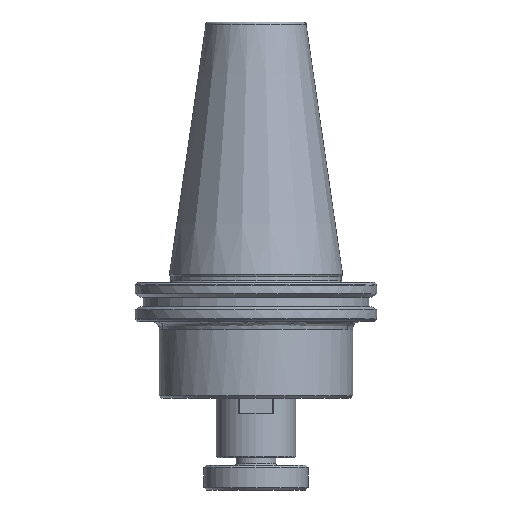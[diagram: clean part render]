
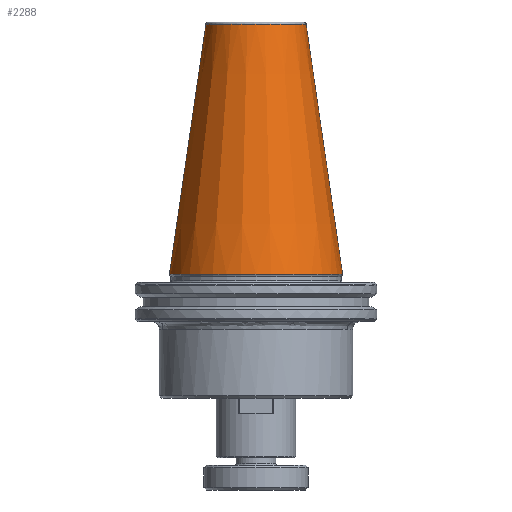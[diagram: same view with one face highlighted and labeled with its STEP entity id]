
A CAD part, front view. The second image highlights one B-rep face of the part: STEP entity #2288.
In plain terms, the highlighted conical face has half-angle 8.297 degrees and reference radius 34.925 mm.
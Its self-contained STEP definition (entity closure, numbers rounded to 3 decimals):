
#8 = DIRECTION ( 'NONE',  ( -0.144, 0., -0.99 ) ) ;
#216 = CARTESIAN_POINT ( 'NONE',  ( -20.211, 0., 100.894 ) ) ;
#610 = DIRECTION ( 'NONE',  ( 0., 0., -1. ) ) ;
#632 = VERTEX_POINT ( 'NONE', #2110 ) ;
#638 = LINE ( 'NONE', #1464, #1521 ) ;
#681 = EDGE_CURVE ( 'NONE', #3106, #3008, #2897, .T. ) ;
#1118 = DIRECTION ( 'NONE',  ( 0.144, 0., -0.99 ) ) ;
#1127 = CARTESIAN_POINT ( 'NONE',  ( 34.925, 0., 0. ) ) ;
#1425 = EDGE_CURVE ( 'NONE', #632, #3008, #2326, .T. ) ;
#1454 = CARTESIAN_POINT ( 'NONE',  ( -34.925, 0., 0. ) ) ;
#1464 = CARTESIAN_POINT ( 'NONE',  ( -34.925, 0., 0. ) ) ;
#1521 = VECTOR ( 'NONE', #8, 1000. ) ;
#1556 = DIRECTION ( 'NONE',  ( 0., 0., -1. ) ) ;
#1600 = VERTEX_POINT ( 'NONE', #216 ) ;
#2110 = CARTESIAN_POINT ( 'NONE',  ( 20.211, 0., 100.894 ) ) ;
#2269 = CIRCLE ( 'NONE', #4272, 20.211 ) ;
#2288 = ADVANCED_FACE ( 'NONE', ( #2984 ), #2606, .T. ) ;
#2326 = LINE ( 'NONE', #1127, #3143 ) ;
#2377 = DIRECTION ( 'NONE',  ( -1., 0., 0. ) ) ;
#2483 = EDGE_LOOP ( 'NONE', ( #3626, #3740, #4030, #2758 ) ) ;
#2606 = CONICAL_SURFACE ( 'NONE', #3015, 34.925, 0.145 ) ;
#2611 = EDGE_CURVE ( 'NONE', #1600, #3106, #638, .T. ) ;
#2758 = ORIENTED_EDGE ( 'NONE', *, *, #681, .T. ) ;
#2897 = CIRCLE ( 'NONE', #3966, 34.925 ) ;
#2911 = EDGE_CURVE ( 'NONE', #632, #1600, #2269, .T. ) ;
#2984 = FACE_OUTER_BOUND ( 'NONE', #2483, .T. ) ;
#3008 = VERTEX_POINT ( 'NONE', #3157 ) ;
#3015 = AXIS2_PLACEMENT_3D ( 'NONE', #4334, #610, #2377 ) ;
#3106 = VERTEX_POINT ( 'NONE', #1454 ) ;
#3143 = VECTOR ( 'NONE', #1118, 1000. ) ;
#3157 = CARTESIAN_POINT ( 'NONE',  ( 34.925, 0., 0. ) ) ;
#3626 = ORIENTED_EDGE ( 'NONE', *, *, #1425, .F. ) ;
#3651 = CARTESIAN_POINT ( 'NONE',  ( 0., 0., 100.894 ) ) ;
#3664 = CARTESIAN_POINT ( 'NONE',  ( 0., 0., 0. ) ) ;
#3740 = ORIENTED_EDGE ( 'NONE', *, *, #2911, .T. ) ;
#3965 = DIRECTION ( 'NONE',  ( -1., 0., 0. ) ) ;
#3966 = AXIS2_PLACEMENT_3D ( 'NONE', #3664, #4126, #4388 ) ;
#4030 = ORIENTED_EDGE ( 'NONE', *, *, #2611, .T. ) ;
#4126 = DIRECTION ( 'NONE',  ( 0., 0., 1. ) ) ;
#4272 = AXIS2_PLACEMENT_3D ( 'NONE', #3651, #1556, #3965 ) ;
#4334 = CARTESIAN_POINT ( 'NONE',  ( 0., 0., 0. ) ) ;
#4388 = DIRECTION ( 'NONE',  ( -1., 0., 0. ) ) ;
